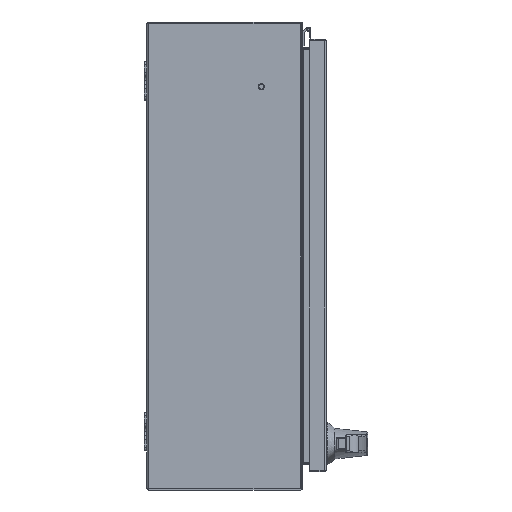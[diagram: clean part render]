
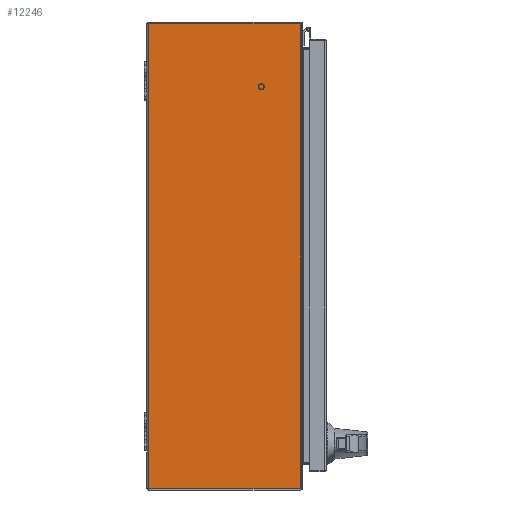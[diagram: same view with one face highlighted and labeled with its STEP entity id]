
A CAD part, front view. The second image highlights one B-rep face of the part: STEP entity #12246.
In plain terms, the highlighted face is planar.
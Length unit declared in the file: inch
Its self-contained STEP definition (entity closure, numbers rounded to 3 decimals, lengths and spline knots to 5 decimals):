
#1892 = LINE ( 'NONE', #19416, #64719 ) ;
#9428 = LINE ( 'NONE', #71027, #37009 ) ;
#10105 = LINE ( 'NONE', #13220, #87174 ) ;
#12211 = CARTESIAN_POINT ( 'NONE',  ( -11.92789, -7.85858, -12. ) ) ;
#12246 = ADVANCED_FACE ( 'NONE', ( #25572 ), #49695, .F. ) ;
#13159 = VERTEX_POINT ( 'NONE', #102394 ) ;
#13220 = CARTESIAN_POINT ( 'NONE',  ( -83.406, -0.108, -12. ) ) ;
#19416 = CARTESIAN_POINT ( 'NONE',  ( -11.92789, 39.37008, -12. ) ) ;
#19647 = EDGE_CURVE ( 'NONE', #61026, #13159, #10105, .T. ) ;
#19677 = ORIENTED_EDGE ( 'NONE', *, *, #83336, .F. ) ;
#19742 = ORIENTED_EDGE ( 'NONE', *, *, #77470, .F. ) ;
#21473 = DIRECTION ( 'NONE',  ( 0., -1., 0. ) ) ;
#22128 = CARTESIAN_POINT ( 'NONE',  ( 11.92789, -7.85858, -12. ) ) ;
#25572 = FACE_OUTER_BOUND ( 'NONE', #31786, .T. ) ;
#26464 = CIRCLE ( 'NONE', #50094, 0.1 ) ;
#29094 = CARTESIAN_POINT ( 'NONE',  ( 11.92214, -7.892, -12. ) ) ;
#31786 = EDGE_LOOP ( 'NONE', ( #19742, #94007, #82698, #19677, #72831, #108014 ) ) ;
#32230 = DIRECTION ( 'NONE',  ( 1., 0., 0. ) ) ;
#37009 = VECTOR ( 'NONE', #21473, 39.37008 ) ;
#40591 = CIRCLE ( 'NONE', #106951, 0.1 ) ;
#44999 = VERTEX_POINT ( 'NONE', #22128 ) ;
#45731 = VECTOR ( 'NONE', #55715, 39.37008 ) ;
#45801 = DIRECTION ( 'NONE',  ( -1., 0., 0. ) ) ;
#49695 = PLANE ( 'NONE',  #85470 ) ;
#50094 = AXIS2_PLACEMENT_3D ( 'NONE', #86736, #104258, #95849 ) ;
#51518 = DIRECTION ( 'NONE',  ( -1., 0., 0. ) ) ;
#54991 = CARTESIAN_POINT ( 'NONE',  ( -83.406, -7.892, -12. ) ) ;
#55715 = DIRECTION ( 'NONE',  ( 1., 0., 0. ) ) ;
#56163 = VERTEX_POINT ( 'NONE', #12211 ) ;
#61026 = VERTEX_POINT ( 'NONE', #66668 ) ;
#61196 = VERTEX_POINT ( 'NONE', #29094 ) ;
#62659 = LINE ( 'NONE', #54991, #45731 ) ;
#64719 = VECTOR ( 'NONE', #68319, 39.37008 ) ;
#66668 = CARTESIAN_POINT ( 'NONE',  ( 11.92789, -0.108, -12. ) ) ;
#68319 = DIRECTION ( 'NONE',  ( 0., -1., 0. ) ) ;
#71027 = CARTESIAN_POINT ( 'NONE',  ( 11.92789, 39.37008, -12. ) ) ;
#72601 = EDGE_CURVE ( 'NONE', #56163, #80289, #40591, .T. ) ;
#72831 = ORIENTED_EDGE ( 'NONE', *, *, #19647, .F. ) ;
#73672 = CARTESIAN_POINT ( 'NONE',  ( -83.406, 0., -12. ) ) ;
#77470 = EDGE_CURVE ( 'NONE', #61196, #44999, #26464, .T. ) ;
#80289 = VERTEX_POINT ( 'NONE', #92866 ) ;
#82698 = ORIENTED_EDGE ( 'NONE', *, *, #72601, .F. ) ;
#83336 = EDGE_CURVE ( 'NONE', #13159, #56163, #1892, .T. ) ;
#85470 = AXIS2_PLACEMENT_3D ( 'NONE', #73672, #107685, #32230 ) ;
#86736 = CARTESIAN_POINT ( 'NONE',  ( 11.82789, -7.85858, -12. ) ) ;
#87174 = VECTOR ( 'NONE', #45801, 39.37008 ) ;
#92866 = CARTESIAN_POINT ( 'NONE',  ( -11.92214, -7.892, -12. ) ) ;
#94007 = ORIENTED_EDGE ( 'NONE', *, *, #107453, .F. ) ;
#95849 = DIRECTION ( 'NONE',  ( 1., 0., 0. ) ) ;
#100786 = CARTESIAN_POINT ( 'NONE',  ( -11.82789, -7.85858, -12. ) ) ;
#101509 = DIRECTION ( 'NONE',  ( 0., 0., 1. ) ) ;
#102394 = CARTESIAN_POINT ( 'NONE',  ( -11.92789, -0.108, -12. ) ) ;
#104258 = DIRECTION ( 'NONE',  ( 0., 0., 1. ) ) ;
#105765 = EDGE_CURVE ( 'NONE', #61026, #44999, #9428, .T. ) ;
#106951 = AXIS2_PLACEMENT_3D ( 'NONE', #100786, #101509, #51518 ) ;
#107453 = EDGE_CURVE ( 'NONE', #80289, #61196, #62659, .T. ) ;
#107685 = DIRECTION ( 'NONE',  ( 0., 0., 1. ) ) ;
#108014 = ORIENTED_EDGE ( 'NONE', *, *, #105765, .T. ) ;
